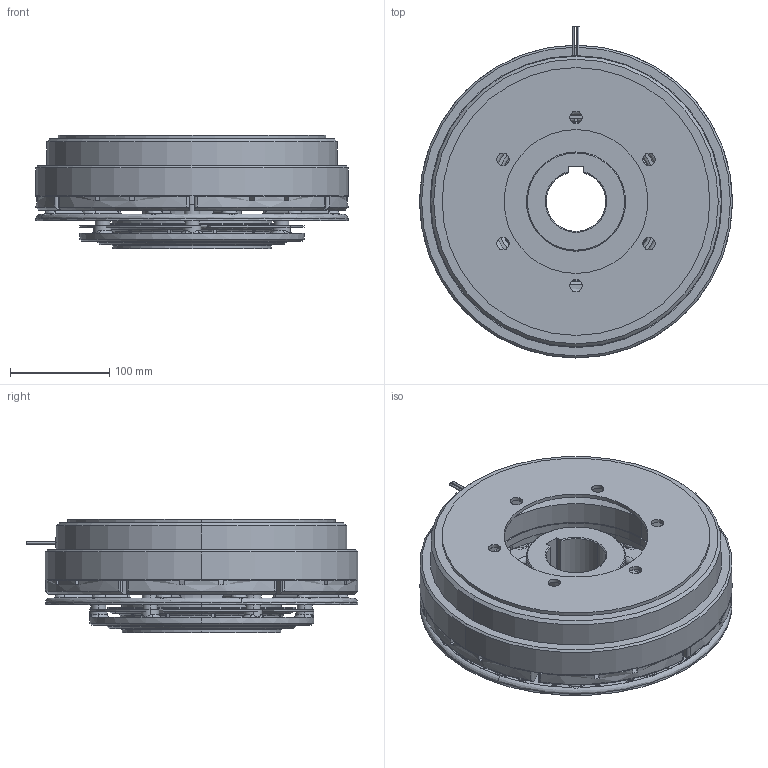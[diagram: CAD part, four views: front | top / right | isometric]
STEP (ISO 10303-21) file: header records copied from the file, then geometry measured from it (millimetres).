
FILE_DESCRIPTION (( 'STEP AP203' ), '1' );
FILE_NAME ('MSB70.STEP', '2017-06-28T00:32:24', ( '新井重治' ), ( '小倉クラッチ' ), 'SwSTEP 2.0', 'SolidWorks 2009', '' );
FILE_SCHEMA (( 'CONFIG_CONTROL_DESIGN' ));
Length unit declared in the file: millimetre
Products named in the file (1): MSB70
Bounding box: 315.4 x 334.7 x 114.5 mm (x, y, z)
Volume: 4457575.1 mm3; surface area: 749220.3 mm2
Topology: 2 solids, 9 shells, 1669 faces, 4471 edges, 2753 vertices
Faces by surface type: cylinder 768, plane 466, bspline 286, cone 149
Entity records: 70544 total; most frequent: CARTESIAN_POINT 30783, ORIENTED_EDGE 8654, DIRECTION 8124, EDGE_CURVE 4327, AXIS2_PLACEMENT_3D 3308, VERTEX_POINT 2753, CIRCLE 1924, EDGE_LOOP 1870
